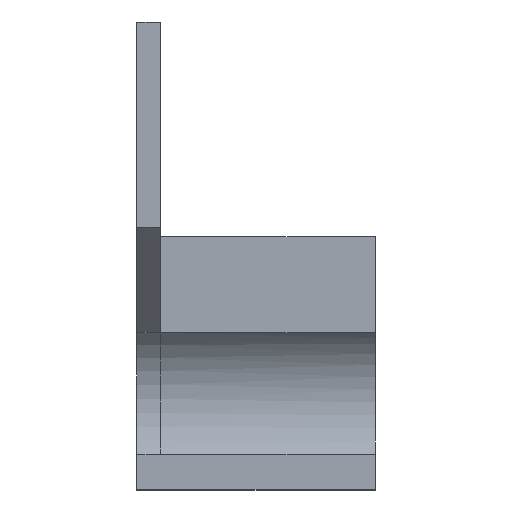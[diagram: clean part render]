
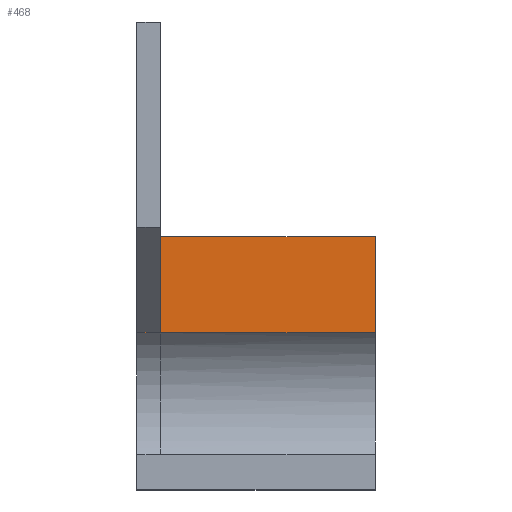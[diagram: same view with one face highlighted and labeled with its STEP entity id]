
A CAD part, top view. The second image highlights one B-rep face of the part: STEP entity #468.
In plain terms, the highlighted planar face has unit normal (0, 0, 1).
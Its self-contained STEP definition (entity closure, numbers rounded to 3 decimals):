
#36=B_SPLINE_CURVE_WITH_KNOTS('',3,(#800,#801,#802,#803),.UNSPECIFIED.,
 .F.,.F.,(4,4),(-2.,-1.5),.UNSPECIFIED.);
#48=PLANE('',#517);
#66=FACE_OUTER_BOUND('',#91,.T.);
#91=EDGE_LOOP('',(#359,#360,#361,#362,#363,#364,#365));
#130=LINE('',#677,#173);
#135=LINE('',#792,#178);
#136=LINE('',#794,#179);
#137=LINE('',#796,#180);
#138=LINE('',#798,#181);
#139=LINE('',#804,#182);
#173=VECTOR('',#577,10.);
#178=VECTOR('',#584,10.);
#179=VECTOR('',#585,10.);
#180=VECTOR('',#586,10.);
#181=VECTOR('',#587,10.);
#182=VECTOR('',#588,10.);
#230=VERTEX_POINT('',#675);
#231=VERTEX_POINT('',#676);
#238=VERTEX_POINT('',#791);
#239=VERTEX_POINT('',#793);
#240=VERTEX_POINT('',#795);
#241=VERTEX_POINT('',#797);
#242=VERTEX_POINT('',#799);
#279=EDGE_CURVE('',#230,#231,#130,.T.);
#287=EDGE_CURVE('',#238,#231,#135,.T.);
#288=EDGE_CURVE('',#238,#239,#136,.T.);
#289=EDGE_CURVE('',#239,#240,#137,.T.);
#290=EDGE_CURVE('',#240,#241,#138,.T.);
#291=EDGE_CURVE('',#242,#241,#36,.T.);
#292=EDGE_CURVE('',#242,#230,#139,.T.);
#359=ORIENTED_EDGE('',*,*,#279,.T.);
#360=ORIENTED_EDGE('',*,*,#287,.F.);
#361=ORIENTED_EDGE('',*,*,#288,.T.);
#362=ORIENTED_EDGE('',*,*,#289,.T.);
#363=ORIENTED_EDGE('',*,*,#290,.T.);
#364=ORIENTED_EDGE('',*,*,#291,.F.);
#365=ORIENTED_EDGE('',*,*,#292,.T.);
#468=ADVANCED_FACE('',(#66),#48,.F.);
#517=AXIS2_PLACEMENT_3D('',#790,#582,#583);
#577=DIRECTION('',(0.,1.,0.));
#582=DIRECTION('center_axis',(0.,0.,-1.));
#583=DIRECTION('ref_axis',(0.,1.,0.));
#584=DIRECTION('',(1.,0.,0.));
#585=DIRECTION('',(0.,-1.,0.));
#586=DIRECTION('',(-1.,0.,0.));
#587=DIRECTION('',(0.,-1.,0.));
#588=DIRECTION('',(1.,0.,0.));
#675=CARTESIAN_POINT('',(77.19,-23.22,-5.));
#676=CARTESIAN_POINT('',(77.19,-3.113,-5.));
#677=CARTESIAN_POINT('',(77.19,-29.666,-5.));
#790=CARTESIAN_POINT('Origin',(-7.81,-23.22,-5.));
#791=CARTESIAN_POINT('',(32.19,-3.113,-5.));
#792=CARTESIAN_POINT('',(32.19,-3.113,-5.));
#793=CARTESIAN_POINT('',(32.19,-23.113,-5.));
#794=CARTESIAN_POINT('',(32.19,-13.167,-5.));
#795=CARTESIAN_POINT('',(27.19,-23.113,-5.));
#796=CARTESIAN_POINT('',(9.69,-23.113,-5.));
#797=CARTESIAN_POINT('',(27.19,-23.22,-5.));
#798=CARTESIAN_POINT('',(27.19,-12.326,-5.));
#799=CARTESIAN_POINT('',(32.19,-23.22,-5.));
#800=CARTESIAN_POINT('Ctrl Pts',(32.19,-23.22,-5.));
#801=CARTESIAN_POINT('Ctrl Pts',(30.523,-23.22,-5.));
#802=CARTESIAN_POINT('Ctrl Pts',(28.856,-23.22,-5.));
#803=CARTESIAN_POINT('Ctrl Pts',(27.19,-23.22,-5.));
#804=CARTESIAN_POINT('',(-7.81,-23.22,-5.));
